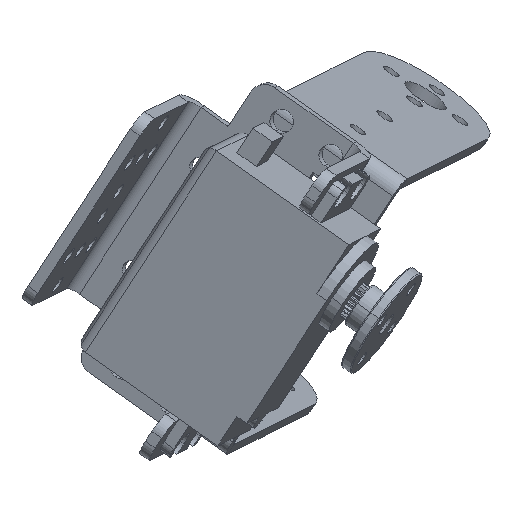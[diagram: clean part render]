
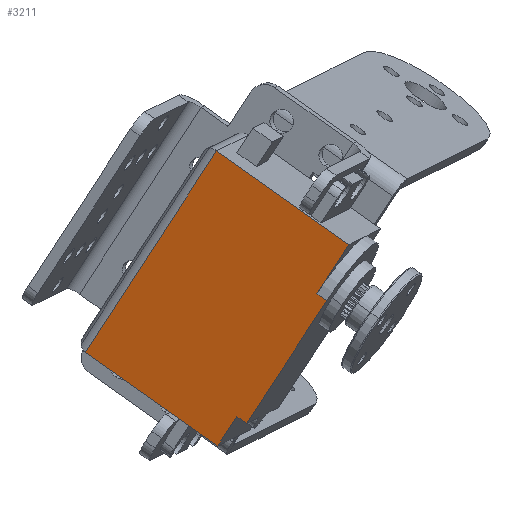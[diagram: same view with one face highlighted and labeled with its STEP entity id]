
A CAD part, front view. The second image highlights one B-rep face of the part: STEP entity #3211.
In plain terms, the highlighted planar face has unit normal (-0.263, -0.956, -0.131).
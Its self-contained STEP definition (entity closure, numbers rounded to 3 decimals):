
#25 = LINE ( 'NONE', #6170, #2214 ) ;
#184 = ORIENTED_EDGE ( 'NONE', *, *, #11817, .F. ) ;
#407 = EDGE_CURVE ( 'NONE', #4469, #7382, #7975, .T. ) ;
#539 = CARTESIAN_POINT ( 'NONE',  ( 37.224, 204.587, 45.599 ) ) ;
#549 = CARTESIAN_POINT ( 'NONE',  ( 17.464, 206.484, 71.425 ) ) ;
#705 = VECTOR ( 'NONE', #11540, 1000. ) ;
#1023 = PLANE ( 'NONE',  #10658 ) ;
#1024 = LINE ( 'NONE', #4153, #1555 ) ;
#1491 = VECTOR ( 'NONE', #1706, 1000. ) ;
#1555 = VECTOR ( 'NONE', #13005, 1000. ) ;
#1706 = DIRECTION ( 'NONE',  ( 0.808, -0.144, -0.572 ) ) ;
#2214 = VECTOR ( 'NONE', #9286, 1000. ) ;
#2876 = CARTESIAN_POINT ( 'NONE',  ( 35.609, 204.874, 46.743 ) ) ;
#2897 = DIRECTION ( 'NONE',  ( -0.528, 0.256, -0.81 ) ) ;
#2918 = CARTESIAN_POINT ( 'NONE',  ( 13.67, 208.824, 61.981 ) ) ;
#3095 = VECTOR ( 'NONE', #11463, 1000. ) ;
#3211 = ADVANCED_FACE ( 'NONE', ( #5769 ), #1023, .T. ) ;
#3906 = CARTESIAN_POINT ( 'NONE',  ( 19.249, 212.82, 21.639 ) ) ;
#3932 = ORIENTED_EDGE ( 'NONE', *, *, #7050, .F. ) ;
#4088 = DIRECTION ( 'NONE',  ( -0.263, -0.956, -0.131 ) ) ;
#4153 = CARTESIAN_POINT ( 'NONE',  ( -4.172, 216.993, 38.222 ) ) ;
#4269 = VERTEX_POINT ( 'NONE', #4748 ) ;
#4294 = VECTOR ( 'NONE', #6984, 1000. ) ;
#4431 = LINE ( 'NONE', #7486, #705 ) ;
#4469 = VERTEX_POINT ( 'NONE', #8391 ) ;
#4555 = VECTOR ( 'NONE', #8033, 1000. ) ;
#4745 = ORIENTED_EDGE ( 'NONE', *, *, #407, .F. ) ;
#4748 = CARTESIAN_POINT ( 'NONE',  ( 40.886, 202.311, 54.841 ) ) ;
#4961 = CARTESIAN_POINT ( 'NONE',  ( 17.464, 206.484, 71.425 ) ) ;
#5016 = CARTESIAN_POINT ( 'NONE',  ( 19.079, 206.196, 70.281 ) ) ;
#5769 = FACE_OUTER_BOUND ( 'NONE', #9927, .T. ) ;
#6036 = VERTEX_POINT ( 'NONE', #12169 ) ;
#6109 = DIRECTION ( 'NONE',  ( -0.528, 0.256, -0.81 ) ) ;
#6170 = CARTESIAN_POINT ( 'NONE',  ( 19.249, 212.82, 21.639 ) ) ;
#6334 = ORIENTED_EDGE ( 'NONE', *, *, #11001, .T. ) ;
#6431 = CARTESIAN_POINT ( 'NONE',  ( 19.249, 212.82, 21.639 ) ) ;
#6448 = EDGE_CURVE ( 'NONE', #6036, #12657, #11833, .T. ) ;
#6984 = DIRECTION ( 'NONE',  ( 0.528, -0.256, 0.81 ) ) ;
#7050 = EDGE_CURVE ( 'NONE', #7382, #4269, #7411, .T. ) ;
#7382 = VERTEX_POINT ( 'NONE', #5016 ) ;
#7411 = LINE ( 'NONE', #549, #3095 ) ;
#7486 = CARTESIAN_POINT ( 'NONE',  ( 35.609, 204.874, 46.743 ) ) ;
#7975 = LINE ( 'NONE', #2918, #4294 ) ;
#8033 = DIRECTION ( 'NONE',  ( -0.528, 0.256, -0.81 ) ) ;
#8079 = ORIENTED_EDGE ( 'NONE', *, *, #10830, .F. ) ;
#8391 = CARTESIAN_POINT ( 'NONE',  ( -2.557, 216.705, 37.079 ) ) ;
#8465 = ORIENTED_EDGE ( 'NONE', *, *, #6448, .T. ) ;
#9286 = DIRECTION ( 'NONE',  ( -0.528, 0.256, -0.81 ) ) ;
#9874 = VECTOR ( 'NONE', #6109, 1000. ) ;
#9927 = EDGE_LOOP ( 'NONE', ( #4745, #6334, #184, #8465, #10575, #8079, #10143, #3932 ) ) ;
#10143 = ORIENTED_EDGE ( 'NONE', *, *, #11649, .F. ) ;
#10382 = CARTESIAN_POINT ( 'NONE',  ( 24.031, 210.994, 25.354 ) ) ;
#10575 = ORIENTED_EDGE ( 'NONE', *, *, #11688, .F. ) ;
#10658 = AXIS2_PLACEMENT_3D ( 'NONE', #4961, #4088, #2897 ) ;
#10830 = EDGE_CURVE ( 'NONE', #12561, #12385, #4431, .T. ) ;
#11001 = EDGE_CURVE ( 'NONE', #4469, #12945, #1024, .T. ) ;
#11463 = DIRECTION ( 'NONE',  ( 0.808, -0.144, -0.572 ) ) ;
#11540 = DIRECTION ( 'NONE',  ( 0.808, -0.144, -0.572 ) ) ;
#11649 = EDGE_CURVE ( 'NONE', #4269, #12561, #11887, .T. ) ;
#11688 = EDGE_CURVE ( 'NONE', #12385, #12657, #13015, .T. ) ;
#11817 = EDGE_CURVE ( 'NONE', #6036, #12945, #25, .T. ) ;
#11833 = LINE ( 'NONE', #12092, #1491 ) ;
#11887 = LINE ( 'NONE', #3906, #9874 ) ;
#12025 = CARTESIAN_POINT ( 'NONE',  ( 37.224, 204.587, 45.599 ) ) ;
#12092 = CARTESIAN_POINT ( 'NONE',  ( 22.415, 211.282, 26.498 ) ) ;
#12169 = CARTESIAN_POINT ( 'NONE',  ( 22.415, 211.282, 26.498 ) ) ;
#12385 = VERTEX_POINT ( 'NONE', #539 ) ;
#12561 = VERTEX_POINT ( 'NONE', #2876 ) ;
#12657 = VERTEX_POINT ( 'NONE', #10382 ) ;
#12945 = VERTEX_POINT ( 'NONE', #6431 ) ;
#13005 = DIRECTION ( 'NONE',  ( 0.808, -0.144, -0.572 ) ) ;
#13015 = LINE ( 'NONE', #12025, #4555 ) ;
